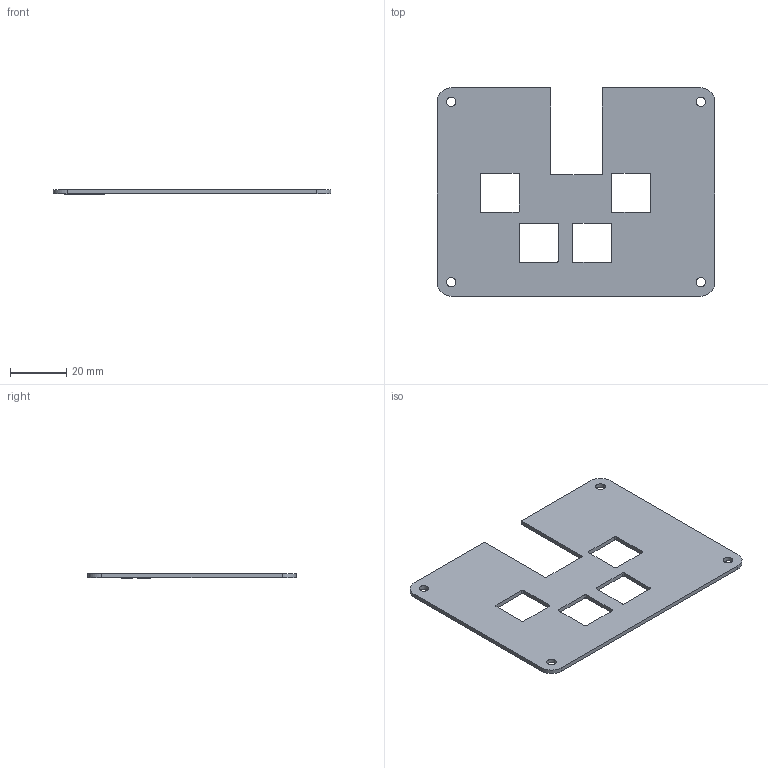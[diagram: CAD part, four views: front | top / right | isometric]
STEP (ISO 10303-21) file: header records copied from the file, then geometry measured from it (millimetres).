
FILE_DESCRIPTION(/* description */ (''),/* implementation_level */ '2;1');
FILE_NAME(/* name */ 'Cooktop.step',/* time_stamp */ '2026-01-07T16:19:29-05:00',/* author */ (''),/* organization */ (''),/* preprocessor_version */ 'ST-DEVELOPER v20.1',/* originating_system */ 'Autodesk Translation Framework v14.21.0.0',/* authorisation */ '');
FILE_SCHEMA (('AUTOMOTIVE_DESIGN { 1 0 10303 214 3 1 1 }'));
Length unit declared in the file: millimetre
Products named in the file (2): 2025-12-30-20-37-11-226; 2025-12-30-18-23-09-624
Assembly tree (1 placements, depth 2):
  2025-12-30-20-37-11-226
    2025-12-30-18-23-09-624
Bounding box: 99 x 74.3 x 1.7 mm (x, y, z)
Volume: 8918.1 mm3; surface area: 12904.5 mm2
Topology: 1 solids, 1 shells, 245 faces, 690 edges, 460 vertices
Faces by surface type: bspline 152, plane 69, cylinder 24
Full cylindrical faces by diameter (mm): 3.4 x4
Entity records: 9386 total; most frequent: CARTESIAN_POINT 3982, ORIENTED_EDGE 1380, EDGE_CURVE 690, DIRECTION 626, VERTEX_POINT 460, LINE 338, VECTOR 338, B_SPLINE_CURVE_WITH_KNOTS 304
